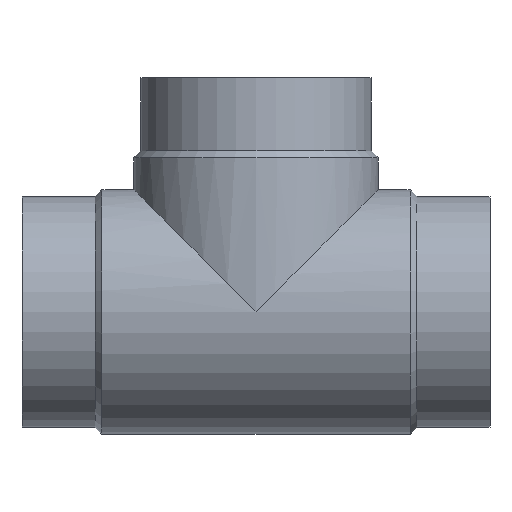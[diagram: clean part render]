
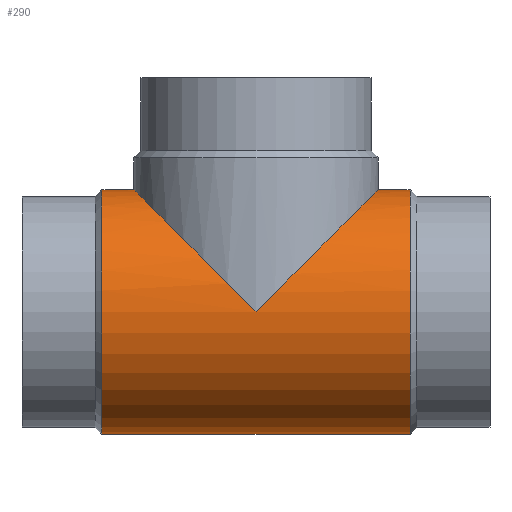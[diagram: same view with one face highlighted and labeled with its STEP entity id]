
A CAD part, top view. The second image highlights one B-rep face of the part: STEP entity #290.
In plain terms, the highlighted cylindrical face has radius 95.35 mm (diameter 190.7 mm), a partial arc.
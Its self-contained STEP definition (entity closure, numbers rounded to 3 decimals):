
#160 = VERTEX_POINT( '', #403 );
#186 = EDGE_CURVE( '', #318, #200, #432, .T. );
#200 = VERTEX_POINT( '', #447 );
#202 = VERTEX_POINT( '', #449 );
#224 = EDGE_CURVE( '', #340, #264, #477, .T. );
#246 = EDGE_CURVE( '', #264, #202, #503, .T. );
#264 = VERTEX_POINT( '', #524 );
#282 = EDGE_CURVE( '', #288, #340, #543, .T. );
#286 = EDGE_CURVE( '', #160, #318, #547, .T. );
#288 = VERTEX_POINT( '', #549 );
#290 = ADVANCED_FACE( '', ( #551 ), #552, .T. );
#318 = VERTEX_POINT( '', #580 );
#338 = EDGE_CURVE( '', #288, #200, #603, .T. );
#340 = VERTEX_POINT( '', #605 );
#342 = EDGE_CURVE( '', #202, #160, #607, .T. );
#403 = CARTESIAN_POINT( '', ( -182.5, 0., 95.35 ) );
#432 = LINE( '', #712, #713 );
#447 = CARTESIAN_POINT( '', ( -302.65, 95.35, 0. ) );
#449 = CARTESIAN_POINT( '', ( -87.15, 95.35, 0. ) );
#477 = CIRCLE( '', #766, 95.35 );
#503 = LINE( '', #797, #798 );
#524 = CARTESIAN_POINT( '', ( -62.35, 95.35, 0. ) );
#543 = LINE( '', #849, #850 );
#547 = ELLIPSE( '', #856, 134.845, 95.35 );
#549 = CARTESIAN_POINT( '', ( -302.65, -95.35, 0. ) );
#551 = FACE_OUTER_BOUND( '', #860, .T. );
#552 = CYLINDRICAL_SURFACE( '', #861, 95.35 );
#580 = CARTESIAN_POINT( '', ( -277.85, 95.35, 0. ) );
#603 = CIRCLE( '', #928, 95.35 );
#605 = CARTESIAN_POINT( '', ( -62.35, -95.35, 0. ) );
#607 = ELLIPSE( '', #933, 134.845, 95.35 );
#712 = CARTESIAN_POINT( '', ( -182.5, 95.35, 0. ) );
#713 = VECTOR( '', #1029, 1. );
#766 = AXIS2_PLACEMENT_3D( '', #1101, #1102, #1103 );
#797 = CARTESIAN_POINT( '', ( -182.5, 95.35, 0. ) );
#798 = VECTOR( '', #1136, 1. );
#849 = CARTESIAN_POINT( '', ( -182.5, -95.35, 0. ) );
#850 = VECTOR( '', #1193, 1. );
#856 = AXIS2_PLACEMENT_3D( '', #1197, #1198, #1199 );
#860 = EDGE_LOOP( '', ( #1201, #1202, #1203, #1204, #1205, #1206, #1207 ) );
#861 = AXIS2_PLACEMENT_3D( '', #1208, #1209, #1210 );
#928 = AXIS2_PLACEMENT_3D( '', #1256, #1257, #1258 );
#933 = AXIS2_PLACEMENT_3D( '', #1259, #1260, #1261 );
#1029 = DIRECTION( '', ( -1., 0., 0. ) );
#1101 = CARTESIAN_POINT( '', ( -62.35, 0., 0. ) );
#1102 = DIRECTION( '', ( -1., 0., 0. ) );
#1103 = DIRECTION( '', ( 0., 1., 0. ) );
#1136 = DIRECTION( '', ( -1., 0., 0. ) );
#1193 = DIRECTION( '', ( 1., 0., 0. ) );
#1197 = CARTESIAN_POINT( '', ( -182.5, 0., 0. ) );
#1198 = DIRECTION( '', ( -0.707, -0.707, 0. ) );
#1199 = DIRECTION( '', ( 0.707, -0.707, 0. ) );
#1201 = ORIENTED_EDGE( '', *, *, #246, .T. );
#1202 = ORIENTED_EDGE( '', *, *, #342, .T. );
#1203 = ORIENTED_EDGE( '', *, *, #286, .T. );
#1204 = ORIENTED_EDGE( '', *, *, #186, .T. );
#1205 = ORIENTED_EDGE( '', *, *, #338, .F. );
#1206 = ORIENTED_EDGE( '', *, *, #282, .T. );
#1207 = ORIENTED_EDGE( '', *, *, #224, .T. );
#1208 = CARTESIAN_POINT( '', ( -182.5, 0., 0. ) );
#1209 = DIRECTION( '', ( 1., 0., 0. ) );
#1210 = DIRECTION( '', ( 0., 1., 0. ) );
#1256 = CARTESIAN_POINT( '', ( -302.65, 0., 0. ) );
#1257 = DIRECTION( '', ( -1., 0., 0. ) );
#1258 = DIRECTION( '', ( 0., 1., 0. ) );
#1259 = CARTESIAN_POINT( '', ( -182.5, 0., 0. ) );
#1260 = DIRECTION( '', ( 0.707, -0.707, 0. ) );
#1261 = DIRECTION( '', ( 0.707, 0.707, 0. ) );
